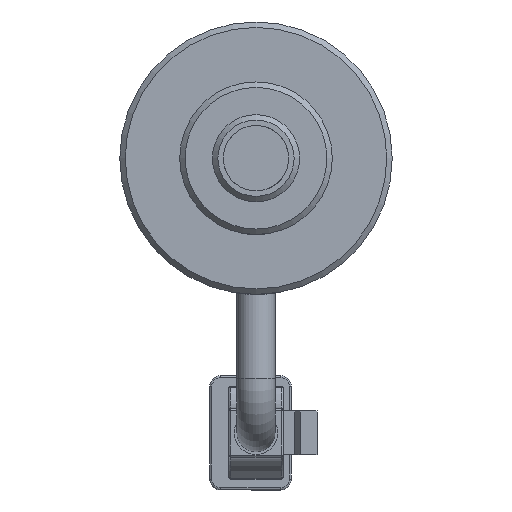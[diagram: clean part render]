
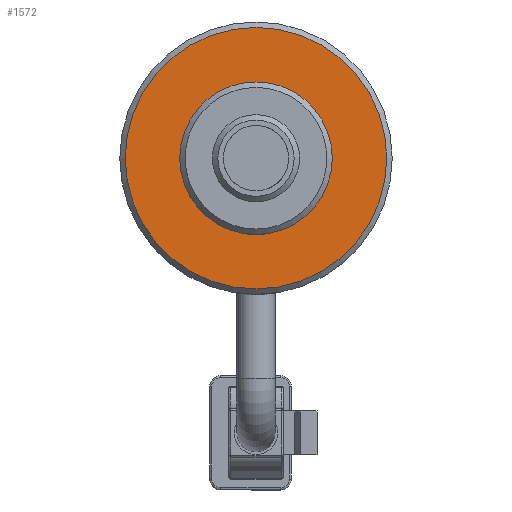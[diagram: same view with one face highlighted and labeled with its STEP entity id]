
A CAD part, left-side view. The second image highlights one B-rep face of the part: STEP entity #1572.
In plain terms, the highlighted planar face has unit normal (-1, 0, 0).
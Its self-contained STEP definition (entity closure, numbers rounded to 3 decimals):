
#489 = DIRECTION ( 'NONE',  ( -1., 0., 0. ) ) ;
#504 = DIRECTION ( 'NONE',  ( -1., 0., 0. ) ) ;
#863 = DIRECTION ( 'NONE',  ( -1., 0., 0. ) ) ;
#958 = DIRECTION ( 'NONE',  ( 0., -1., 0. ) ) ;
#1373 = CARTESIAN_POINT ( 'NONE',  ( -7.789, 0., 0. ) ) ;
#1380 = AXIS2_PLACEMENT_3D ( 'NONE', #1373, #863, #5018 ) ;
#1572 = ADVANCED_FACE ( 'NONE', ( #2959, #4171 ), #3233, .T. ) ;
#1694 = CIRCLE ( 'NONE', #5859, 7. ) ;
#1788 = ORIENTED_EDGE ( 'NONE', *, *, #4882, .T. ) ;
#2055 = EDGE_CURVE ( 'NONE', #2102, #2102, #1694, .T. ) ;
#2102 = VERTEX_POINT ( 'NONE', #2532 ) ;
#2234 = VERTEX_POINT ( 'NONE', #4744 ) ;
#2532 = CARTESIAN_POINT ( 'NONE',  ( -7.789, -7., 0. ) ) ;
#2771 = CARTESIAN_POINT ( 'NONE',  ( -7.789, 0., 0. ) ) ;
#2775 = AXIS2_PLACEMENT_3D ( 'NONE', #4598, #504, #958 ) ;
#2959 = FACE_OUTER_BOUND ( 'NONE', #3534, .T. ) ;
#3233 = PLANE ( 'NONE',  #2775 ) ;
#3311 = CIRCLE ( 'NONE', #1380, 12. ) ;
#3534 = EDGE_LOOP ( 'NONE', ( #1788 ) ) ;
#3788 = EDGE_LOOP ( 'NONE', ( #4178 ) ) ;
#4171 = FACE_BOUND ( 'NONE', #3788, .T. ) ;
#4178 = ORIENTED_EDGE ( 'NONE', *, *, #2055, .F. ) ;
#4598 = CARTESIAN_POINT ( 'NONE',  ( -7.789, -7., 0. ) ) ;
#4744 = CARTESIAN_POINT ( 'NONE',  ( -7.789, -12., 0. ) ) ;
#4882 = EDGE_CURVE ( 'NONE', #2234, #2234, #3311, .T. ) ;
#5018 = DIRECTION ( 'NONE',  ( 0., -1., 0. ) ) ;
#5529 = DIRECTION ( 'NONE',  ( 0., -1., 0. ) ) ;
#5859 = AXIS2_PLACEMENT_3D ( 'NONE', #2771, #489, #5529 ) ;
